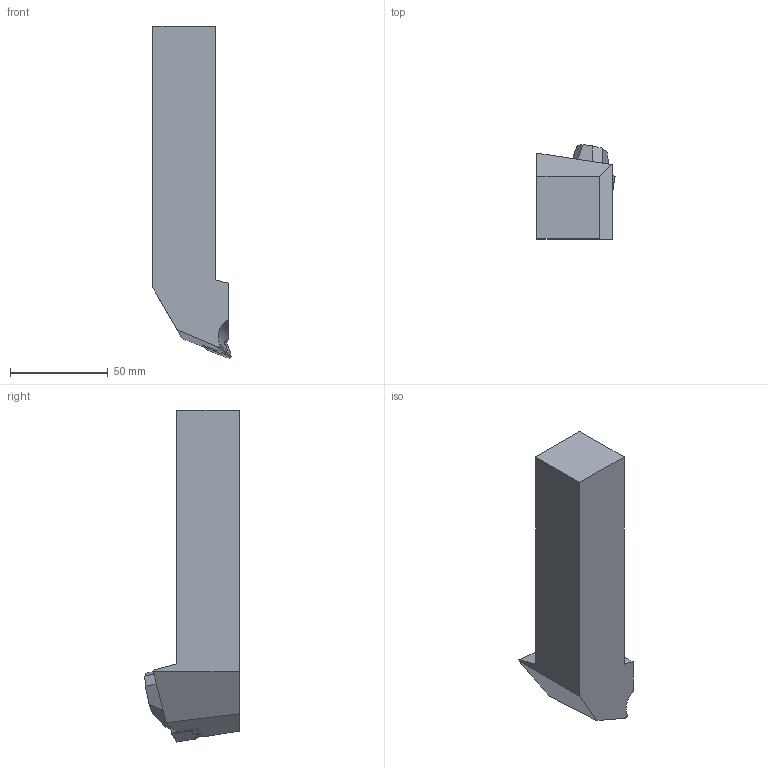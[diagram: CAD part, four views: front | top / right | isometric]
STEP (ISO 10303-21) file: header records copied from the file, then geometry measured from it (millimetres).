
FILE_DESCRIPTION(('CATIA V5 STEP Exchange','CAx-IF Rec.Pracs.--- Model Styling and Organization---1.2---2011-12-15'),'2;1');
FILE_NAME('[STPL] TZQNL 3232 P1410.stp','2019-09-05T06:39:18+00:00',('none'),('none'),'CATIA Version 5 Release 21 SP 5 (IN-10)','CATIA V5 STEP AP214','none');
FILE_SCHEMA(('AUTOMOTIVE_DESIGN { 1 0 10303 214 1 1 1 1 }'));
Length unit declared in the file: millimetre
Products named in the file (1): 630974572_0 Assembly [STP] TZQNL 3232 P1410
Bounding box: 40.02 x 48.41 x 170.02 mm (x, y, z)
Volume: 173772.5 mm3; surface area: 25889.4 mm2
Topology: 2 solids, 2 shells, 74 faces, 216 edges, 148 vertices
Faces by surface type: plane 57, cylinder 17
Entity records: 2499 total; most frequent: CARTESIAN_POINT 520, ORIENTED_EDGE 408, DIRECTION 360, EDGE_CURVE 204, VECTOR 175, LINE 175, VERTEX_POINT 135, AXIS2_PLACEMENT_3D 110
